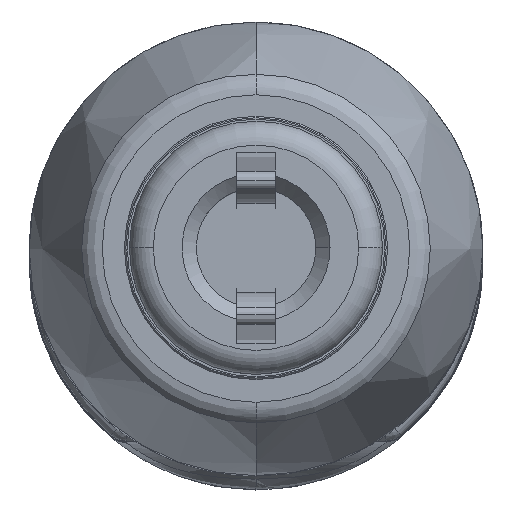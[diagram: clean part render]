
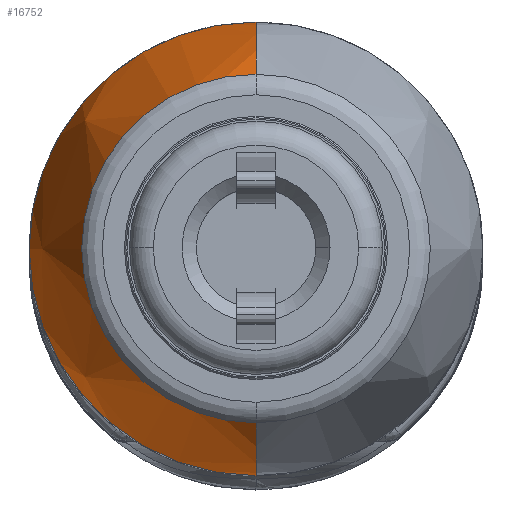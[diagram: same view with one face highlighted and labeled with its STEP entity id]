
A CAD part, top view. The second image highlights one B-rep face of the part: STEP entity #16752.
In plain terms, the highlighted free-form (B-spline) face has degree [2, 3] with [3, 4] control points.
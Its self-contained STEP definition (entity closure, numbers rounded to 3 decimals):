
#1 = CARTESIAN_POINT ( 'NONE',  ( 2.092, -4.75, 0. ) ) ;
#57 = AXIS2_PLACEMENT_3D ( 'NONE', #17984, #11597, #329 ) ;
#329 = DIRECTION ( 'NONE',  ( 0., 1., 0. ) ) ;
#873 =( BOUNDED_SURFACE ( )  B_SPLINE_SURFACE ( 2, 3, ( 
 ( #5669, #18245, #18145, #5265 ),
 ( #15014, #10337, #13424, #7057 ),
 ( #3572, #13329, #3661, #3969 ) ),
 .UNSPECIFIED., .F., .F., .T. ) 
 B_SPLINE_SURFACE_WITH_KNOTS ( ( 3, 3 ),
 ( 4, 4 ),
 ( 0., 0.939 ),
 ( 0., 1. ),
 .UNSPECIFIED. ) 
 GEOMETRIC_REPRESENTATION_ITEM ( )  RATIONAL_B_SPLINE_SURFACE ( (
 ( 1., 0.333, 0.333, 1.),
 ( 1., 0.333, 0.333, 1.),
 ( 1., 0.333, 0.333, 1.) ) ) 
 REPRESENTATION_ITEM ( '' )  SURFACE ( )  );
#1532 = EDGE_CURVE ( 'NONE', #13599, #4819, #11054, .T. ) ;
#2929 = B_SPLINE_CURVE_WITH_KNOTS ( 'NONE', 2,
 ( #12755, #1, #2962 ),
 .UNSPECIFIED., .F., .F.,
 ( 3, 3 ),
 ( 0., 0.939 ),
 .UNSPECIFIED. ) ;
#2962 = CARTESIAN_POINT ( 'NONE',  ( 0.244, -3.649, 0. ) ) ;
#3572 = CARTESIAN_POINT ( 'NONE',  ( 0.244, -3.649, 0. ) ) ;
#3661 = CARTESIAN_POINT ( 'NONE',  ( 0.244, 3.649, -7.298 ) ) ;
#3969 = CARTESIAN_POINT ( 'NONE',  ( 0.244, 3.649, 0. ) ) ;
#4205 = EDGE_LOOP ( 'NONE', ( #19828, #4603, #10479, #15533 ) ) ;
#4560 = CARTESIAN_POINT ( 'NONE',  ( 3.5, 4.75, 0. ) ) ;
#4603 = ORIENTED_EDGE ( 'NONE', *, *, #19499, .T. ) ;
#4819 = VERTEX_POINT ( 'NONE', #12689 ) ;
#5265 = CARTESIAN_POINT ( 'NONE',  ( 3.5, 4.75, 0. ) ) ;
#5669 = CARTESIAN_POINT ( 'NONE',  ( 3.5, -4.75, 0. ) ) ;
#6643 = CARTESIAN_POINT ( 'NONE',  ( 3.5, 4.75, 0. ) ) ;
#7057 = CARTESIAN_POINT ( 'NONE',  ( 2.092, 4.75, 0. ) ) ;
#8541 = FACE_OUTER_BOUND ( 'NONE', #4205, .T. ) ;
#9276 = EDGE_CURVE ( 'NONE', #19254, #4819, #12382, .T. ) ;
#9872 = VERTEX_POINT ( 'NONE', #18157 ) ;
#10337 = CARTESIAN_POINT ( 'NONE',  ( 2.092, -4.75, -9.5 ) ) ;
#10479 = ORIENTED_EDGE ( 'NONE', *, *, #9276, .T. ) ;
#11054 = B_SPLINE_CURVE_WITH_KNOTS ( 'NONE', 2,
 ( #6643, #13111, #13324 ),
 .UNSPECIFIED., .F., .F.,
 ( 3, 3 ),
 ( 0., 0.939 ),
 .UNSPECIFIED. ) ;
#11597 = DIRECTION ( 'NONE',  ( 1., 0., 0. ) ) ;
#12086 = EDGE_CURVE ( 'NONE', #9872, #13599, #12946, .T. ) ;
#12382 = CIRCLE ( 'NONE', #18188, 3.649 ) ;
#12689 = CARTESIAN_POINT ( 'NONE',  ( 0.244, 3.649, 0. ) ) ;
#12755 = CARTESIAN_POINT ( 'NONE',  ( 3.5, -4.75, 0. ) ) ;
#12946 = CIRCLE ( 'NONE', #57, 4.75 ) ;
#13111 = CARTESIAN_POINT ( 'NONE',  ( 2.092, 4.75, 0. ) ) ;
#13324 = CARTESIAN_POINT ( 'NONE',  ( 0.244, 3.649, 0. ) ) ;
#13329 = CARTESIAN_POINT ( 'NONE',  ( 0.244, -3.649, -7.298 ) ) ;
#13424 = CARTESIAN_POINT ( 'NONE',  ( 2.092, 4.75, -9.5 ) ) ;
#13599 = VERTEX_POINT ( 'NONE', #4560 ) ;
#13604 = CARTESIAN_POINT ( 'NONE',  ( 0.244, -3.649, 0. ) ) ;
#13900 = CARTESIAN_POINT ( 'NONE',  ( 0.244, 0., 0. ) ) ;
#15014 = CARTESIAN_POINT ( 'NONE',  ( 2.092, -4.75, 0. ) ) ;
#15533 = ORIENTED_EDGE ( 'NONE', *, *, #1532, .F. ) ;
#15809 = DIRECTION ( 'NONE',  ( 0., 1., 0. ) ) ;
#16752 = ADVANCED_FACE ( 'NONE', ( #8541 ), #873, .T. ) ;
#17984 = CARTESIAN_POINT ( 'NONE',  ( 3.5, 0., 0. ) ) ;
#18145 = CARTESIAN_POINT ( 'NONE',  ( 3.5, 4.75, -9.5 ) ) ;
#18157 = CARTESIAN_POINT ( 'NONE',  ( 3.5, -4.75, 0. ) ) ;
#18188 = AXIS2_PLACEMENT_3D ( 'NONE', #13900, #20410, #15809 ) ;
#18245 = CARTESIAN_POINT ( 'NONE',  ( 3.5, -4.75, -9.5 ) ) ;
#19254 = VERTEX_POINT ( 'NONE', #13604 ) ;
#19499 = EDGE_CURVE ( 'NONE', #9872, #19254, #2929, .T. ) ;
#19828 = ORIENTED_EDGE ( 'NONE', *, *, #12086, .F. ) ;
#20410 = DIRECTION ( 'NONE',  ( 1., 0., 0. ) ) ;
